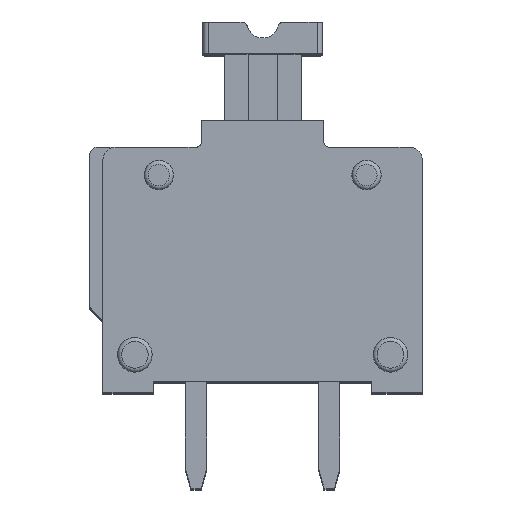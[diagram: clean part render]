
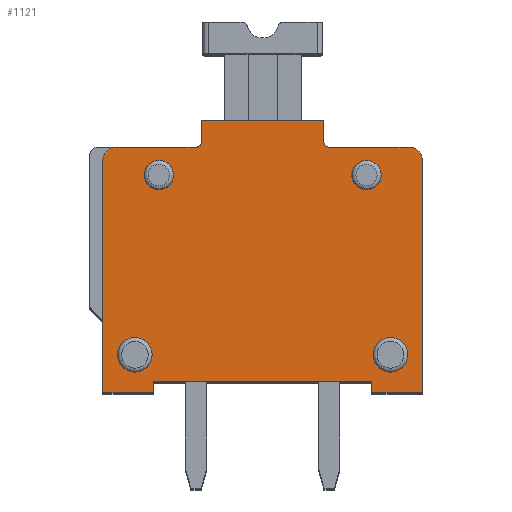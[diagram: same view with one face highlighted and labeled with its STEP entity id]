
A CAD part, top view. The second image highlights one B-rep face of the part: STEP entity #1121.
In plain terms, the highlighted planar face has unit normal (0, 0, 1).
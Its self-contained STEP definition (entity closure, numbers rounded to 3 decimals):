
#1121 = ADVANCED_FACE( '', ( #2228, #2229, #2230, #2231, #2232 ), #2233, .T. );
#2228 = FACE_OUTER_BOUND( '', #3366, .T. );
#2229 = FACE_BOUND( '', #3367, .T. );
#2230 = FACE_BOUND( '', #3368, .T. );
#2231 = FACE_BOUND( '', #3369, .T. );
#2232 = FACE_BOUND( '', #3370, .T. );
#2233 = PLANE( '', #3371 );
#3366 = EDGE_LOOP( '', ( #6287, #6288, #6289, #6290, #6291, #6292, #6293, #6294, #6295, #6296, #6297, #6298, #6299, #6300, #6301, #6302 ) );
#3367 = EDGE_LOOP( '', ( #6303 ) );
#3368 = EDGE_LOOP( '', ( #6304 ) );
#3369 = EDGE_LOOP( '', ( #6305 ) );
#3370 = EDGE_LOOP( '', ( #6306 ) );
#3371 = AXIS2_PLACEMENT_3D( '', #6307, #6308, #6309 );
#6287 = ORIENTED_EDGE( '', *, *, #7379, .T. );
#6288 = ORIENTED_EDGE( '', *, *, #7751, .T. );
#6289 = ORIENTED_EDGE( '', *, *, #8226, .F. );
#6290 = ORIENTED_EDGE( '', *, *, #8187, .F. );
#6291 = ORIENTED_EDGE( '', *, *, #8227, .F. );
#6292 = ORIENTED_EDGE( '', *, *, #8228, .T. );
#6293 = ORIENTED_EDGE( '', *, *, #7797, .F. );
#6294 = ORIENTED_EDGE( '', *, *, #7628, .F. );
#6295 = ORIENTED_EDGE( '', *, *, #7077, .T. );
#6296 = ORIENTED_EDGE( '', *, *, #7609, .T. );
#6297 = ORIENTED_EDGE( '', *, *, #8229, .T. );
#6298 = ORIENTED_EDGE( '', *, *, #8202, .T. );
#6299 = ORIENTED_EDGE( '', *, *, #7023, .T. );
#6300 = ORIENTED_EDGE( '', *, *, #8007, .F. );
#6301 = ORIENTED_EDGE( '', *, *, #8015, .T. );
#6302 = ORIENTED_EDGE( '', *, *, #8162, .T. );
#6303 = ORIENTED_EDGE( '', *, *, #8181, .F. );
#6304 = ORIENTED_EDGE( '', *, *, #7830, .F. );
#6305 = ORIENTED_EDGE( '', *, *, #8230, .F. );
#6306 = ORIENTED_EDGE( '', *, *, #7372, .F. );
#6307 = CARTESIAN_POINT( '', ( 5.954, 7.756, 3. ) );
#6308 = DIRECTION( '', ( 0., 0., 1. ) );
#6309 = DIRECTION( '', ( 1., 0., 0. ) );
#7023 = EDGE_CURVE( '', #8366, #8364, #8367, .T. );
#7077 = EDGE_CURVE( '', #8463, #8461, #8464, .T. );
#7372 = EDGE_CURVE( '', #8973, #8973, #8974, .T. );
#7379 = EDGE_CURVE( '', #8977, #8985, #8987, .T. );
#7609 = EDGE_CURVE( '', #8461, #9351, #9353, .T. );
#7628 = EDGE_CURVE( '', #8463, #9382, #9383, .T. );
#7751 = EDGE_CURVE( '', #8985, #9567, #9569, .T. );
#7797 = EDGE_CURVE( '', #9382, #9644, #9645, .T. );
#7830 = EDGE_CURVE( '', #9696, #9696, #9697, .T. );
#8007 = EDGE_CURVE( '', #9934, #8364, #9935, .T. );
#8015 = EDGE_CURVE( '', #9934, #9946, #9948, .T. );
#8162 = EDGE_CURVE( '', #9946, #8977, #10133, .T. );
#8181 = EDGE_CURVE( '', #10154, #10154, #10155, .T. );
#8187 = EDGE_CURVE( '', #10161, #10157, #10163, .T. );
#8202 = EDGE_CURVE( '', #10180, #8366, #10181, .T. );
#8226 = EDGE_CURVE( '', #10157, #9567, #10206, .T. );
#8227 = EDGE_CURVE( '', #10207, #10161, #10208, .T. );
#8228 = EDGE_CURVE( '', #10207, #9644, #10209, .T. );
#8229 = EDGE_CURVE( '', #9351, #10180, #10210, .T. );
#8230 = EDGE_CURVE( '', #10211, #10211, #10212, .T. );
#8364 = VERTEX_POINT( '', #10358 );
#8366 = VERTEX_POINT( '', #10361 );
#8367 = LINE( '', #10362, #10363 );
#8461 = VERTEX_POINT( '', #10495 );
#8463 = VERTEX_POINT( '', #10498 );
#8464 = LINE( '', #10499, #10500 );
#8973 = VERTEX_POINT( '', #11199 );
#8974 = CIRCLE( '', #11200, 0.65 );
#8977 = VERTEX_POINT( '', #11203 );
#8985 = VERTEX_POINT( '', #11215 );
#8987 = LINE( '', #11218, #11219 );
#9351 = VERTEX_POINT( '', #11735 );
#9353 = CIRCLE( '', #11738, 0.2 );
#9382 = VERTEX_POINT( '', #11779 );
#9383 = CIRCLE( '', #11780, 0.5 );
#9567 = VERTEX_POINT( '', #12047 );
#9569 = LINE( '', #12050, #12051 );
#9644 = VERTEX_POINT( '', #12162 );
#9645 = LINE( '', #12163, #12164 );
#9696 = VERTEX_POINT( '', #12234 );
#9697 = CIRCLE( '', #12235, 0.65 );
#9934 = VERTEX_POINT( '', #12578 );
#9935 = CIRCLE( '', #12579, 0.2 );
#9946 = VERTEX_POINT( '', #12594 );
#9948 = LINE( '', #12597, #12598 );
#10133 = CIRCLE( '', #12900, 0.5 );
#10154 = VERTEX_POINT( '', #12925 );
#10155 = CIRCLE( '', #12926, 0.55 );
#10157 = VERTEX_POINT( '', #12928 );
#10161 = VERTEX_POINT( '', #12935 );
#10163 = LINE( '', #12938, #12939 );
#10180 = VERTEX_POINT( '', #12965 );
#10181 = LINE( '', #12966, #12967 );
#10206 = LINE( '', #13004, #13005 );
#10207 = VERTEX_POINT( '', #13006 );
#10208 = LINE( '', #13007, #13008 );
#10209 = LINE( '', #13009, #13010 );
#10210 = LINE( '', #13011, #13012 );
#10211 = VERTEX_POINT( '', #13013 );
#10212 = CIRCLE( '', #13014, 0.55 );
#10358 = CARTESIAN_POINT( '', ( 3.7, 9.4, 3. ) );
#10361 = CARTESIAN_POINT( '', ( 3.7, 10.2, 3. ) );
#10362 = CARTESIAN_POINT( '', ( 3.7, 7.285, 3. ) );
#10363 = VECTOR( '', #13187, 1000. );
#10495 = CARTESIAN_POINT( '', ( 8.5, 9.2, 3. ) );
#10498 = CARTESIAN_POINT( '', ( 11.5, 9.2, 3. ) );
#10499 = CARTESIAN_POINT( '', ( 7.771, 9.2, 3. ) );
#10500 = VECTOR( '', #13239, 1000. );
#11199 = CARTESIAN_POINT( '', ( 1.85, 1.4, 3. ) );
#11200 = AXIS2_PLACEMENT_3D( '', #13574, #13575, #13576 );
#11203 = CARTESIAN_POINT( '', ( 0., 8.7, 3. ) );
#11215 = CARTESIAN_POINT( '', ( 0., 0., 3. ) );
#11218 = CARTESIAN_POINT( '', ( 0., 7.285, 3. ) );
#11219 = VECTOR( '', #13582, 1000. );
#11735 = CARTESIAN_POINT( '', ( 8.3, 9.4, 3. ) );
#11738 = AXIS2_PLACEMENT_3D( '', #13814, #13815, #13816 );
#11779 = CARTESIAN_POINT( '', ( 12., 8.7, 3. ) );
#11780 = AXIS2_PLACEMENT_3D( '', #13832, #13833, #13834 );
#12047 = CARTESIAN_POINT( '', ( 1.9, 0., 3. ) );
#12050 = CARTESIAN_POINT( '', ( 7.771, 0., 3. ) );
#12051 = VECTOR( '', #13952, 1000. );
#12162 = CARTESIAN_POINT( '', ( 12., 0., 3. ) );
#12163 = CARTESIAN_POINT( '', ( 12., 7.285, 3. ) );
#12164 = VECTOR( '', #13995, 1000. );
#12234 = CARTESIAN_POINT( '', ( 11.45, 1.4, 3. ) );
#12235 = AXIS2_PLACEMENT_3D( '', #14036, #14037, #14038 );
#12578 = CARTESIAN_POINT( '', ( 3.5, 9.2, 3. ) );
#12579 = AXIS2_PLACEMENT_3D( '', #14205, #14206, #14207 );
#12594 = CARTESIAN_POINT( '', ( 0.5, 9.2, 3. ) );
#12597 = CARTESIAN_POINT( '', ( 7.771, 9.2, 3. ) );
#12598 = VECTOR( '', #14216, 1000. );
#12900 = AXIS2_PLACEMENT_3D( '', #14358, #14359, #14360 );
#12925 = CARTESIAN_POINT( '', ( 10.45, 8.15, 3. ) );
#12926 = AXIS2_PLACEMENT_3D( '', #14377, #14378, #14379 );
#12928 = CARTESIAN_POINT( '', ( 1.9, 0.4, 3. ) );
#12935 = CARTESIAN_POINT( '', ( 10.1, 0.4, 3. ) );
#12938 = CARTESIAN_POINT( '', ( 7.771, 0.4, 3. ) );
#12939 = VECTOR( '', #14384, 1000. );
#12965 = CARTESIAN_POINT( '', ( 8.3, 10.2, 3. ) );
#12966 = CARTESIAN_POINT( '', ( 7.771, 10.2, 3. ) );
#12967 = VECTOR( '', #14394, 1000. );
#13004 = CARTESIAN_POINT( '', ( 1.9, 7.285, 3. ) );
#13005 = VECTOR( '', #14416, 1000. );
#13006 = CARTESIAN_POINT( '', ( 10.1, 0., 3. ) );
#13007 = CARTESIAN_POINT( '', ( 10.1, 7.285, 3. ) );
#13008 = VECTOR( '', #14417, 1000. );
#13009 = CARTESIAN_POINT( '', ( 7.771, 0., 3. ) );
#13010 = VECTOR( '', #14418, 1000. );
#13011 = CARTESIAN_POINT( '', ( 8.3, 7.285, 3. ) );
#13012 = VECTOR( '', #14419, 1000. );
#13013 = CARTESIAN_POINT( '', ( 2.65, 8.15, 3. ) );
#13014 = AXIS2_PLACEMENT_3D( '', #14420, #14421, #14422 );
#13187 = DIRECTION( '', ( 0., -1., 0. ) );
#13239 = DIRECTION( '', ( -1., 0., 0. ) );
#13574 = CARTESIAN_POINT( '', ( 1.2, 1.4, 3. ) );
#13575 = DIRECTION( '', ( 0., 0., 1. ) );
#13576 = DIRECTION( '', ( 1., 0., 0. ) );
#13582 = DIRECTION( '', ( 0., -1., 0. ) );
#13814 = CARTESIAN_POINT( '', ( 8.5, 9.4, 3. ) );
#13815 = DIRECTION( '', ( 0., 0., -1. ) );
#13816 = DIRECTION( '', ( -1., 0., 0. ) );
#13832 = CARTESIAN_POINT( '', ( 11.5, 8.7, 3. ) );
#13833 = DIRECTION( '', ( 0., 0., -1. ) );
#13834 = DIRECTION( '', ( -1., 0., 0. ) );
#13952 = DIRECTION( '', ( 1., 0., 0. ) );
#13995 = DIRECTION( '', ( 0., -1., 0. ) );
#14036 = CARTESIAN_POINT( '', ( 10.8, 1.4, 3. ) );
#14037 = DIRECTION( '', ( 0., 0., 1. ) );
#14038 = DIRECTION( '', ( 1., 0., 0. ) );
#14205 = CARTESIAN_POINT( '', ( 3.5, 9.4, 3. ) );
#14206 = DIRECTION( '', ( 0., 0., 1. ) );
#14207 = DIRECTION( '', ( 1., 0., 0. ) );
#14216 = DIRECTION( '', ( -1., 0., 0. ) );
#14358 = CARTESIAN_POINT( '', ( 0.5, 8.7, 3. ) );
#14359 = DIRECTION( '', ( 0., 0., 1. ) );
#14360 = DIRECTION( '', ( 1., 0., 0. ) );
#14377 = CARTESIAN_POINT( '', ( 9.9, 8.15, 3. ) );
#14378 = DIRECTION( '', ( 0., 0., 1. ) );
#14379 = DIRECTION( '', ( 1., 0., 0. ) );
#14384 = DIRECTION( '', ( -1., 0., 0. ) );
#14394 = DIRECTION( '', ( -1., 0., 0. ) );
#14416 = DIRECTION( '', ( 0., -1., 0. ) );
#14417 = DIRECTION( '', ( 0., 1., 0. ) );
#14418 = DIRECTION( '', ( 1., 0., 0. ) );
#14419 = DIRECTION( '', ( 0., 1., 0. ) );
#14420 = CARTESIAN_POINT( '', ( 2.1, 8.15, 3. ) );
#14421 = DIRECTION( '', ( 0., 0., 1. ) );
#14422 = DIRECTION( '', ( 1., 0., 0. ) );
